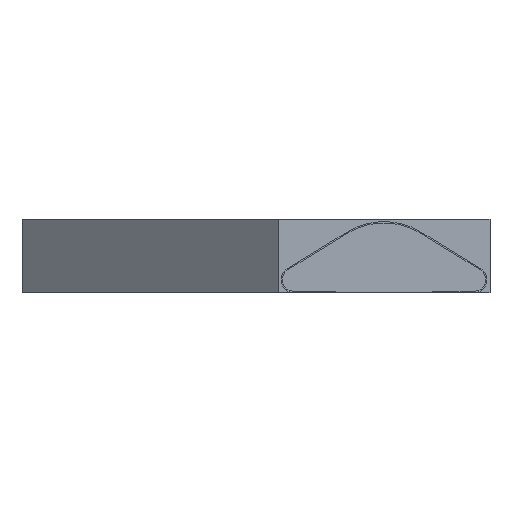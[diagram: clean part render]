
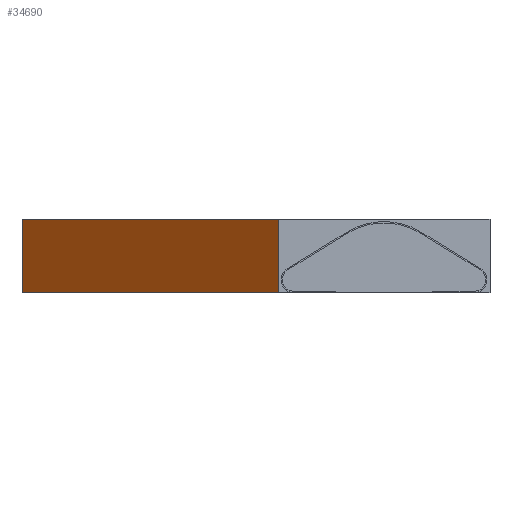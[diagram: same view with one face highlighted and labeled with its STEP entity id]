
A CAD part, left-side view. The second image highlights one B-rep face of the part: STEP entity #34690.
In plain terms, the highlighted face is planar.
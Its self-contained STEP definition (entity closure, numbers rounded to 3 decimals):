
#2615=ORIENTED_EDGE('',*,*,#13695,.T.);
#2616=ORIENTED_EDGE('',*,*,#13696,.F.);
#2617=ORIENTED_EDGE('',*,*,#13697,.F.);
#2618=ORIENTED_EDGE('',*,*,#13692,.T.);
#13692=EDGE_CURVE('',#19233,#19232,#22696,.T.);
#13695=EDGE_CURVE('',#19232,#19235,#22699,.T.);
#13696=EDGE_CURVE('',#19236,#19235,#22700,.T.);
#13697=EDGE_CURVE('',#19233,#19236,#22701,.T.);
#19232=VERTEX_POINT('',#50661);
#19233=VERTEX_POINT('',#50663);
#19235=VERTEX_POINT('',#50669);
#19236=VERTEX_POINT('',#50671);
#22696=LINE('',#50662,#26516);
#22699=LINE('',#50668,#26519);
#22700=LINE('',#50670,#26520);
#22701=LINE('',#50672,#26521);
#26516=VECTOR('',#39920,1000.);
#26519=VECTOR('',#39925,1000.);
#26520=VECTOR('',#39926,1000.);
#26521=VECTOR('',#39927,1000.);
#30336=EDGE_LOOP('',(#2615,#2616,#2617,#2618));
#32074=FACE_BOUND('',#30336,.T.);
#33812=PLANE('',#36456);
#34690=ADVANCED_FACE('',(#32074),#33812,.F.);
#36456=AXIS2_PLACEMENT_3D('',#50667,#39923,#39924);
#39920=DIRECTION('',(0.,1.,0.));
#39923=DIRECTION('',(0.,0.,1.));
#39924=DIRECTION('',(1.,0.,0.));
#39925=DIRECTION('',(1.,0.,0.));
#39926=DIRECTION('',(0.,1.,0.));
#39927=DIRECTION('',(1.,0.,0.));
#50661=CARTESIAN_POINT('',(-1.445,204.65,-4.165));
#50662=CARTESIAN_POINT('',(-1.445,-204.65,-4.165));
#50663=CARTESIAN_POINT('',(-1.445,-204.65,-4.165));
#50667=CARTESIAN_POINT('',(-1.445,-204.65,-4.165));
#50668=CARTESIAN_POINT('',(-1.445,204.65,-4.165));
#50669=CARTESIAN_POINT('',(1.445,204.65,-4.165));
#50670=CARTESIAN_POINT('',(1.445,-204.65,-4.165));
#50671=CARTESIAN_POINT('',(1.445,-204.65,-4.165));
#50672=CARTESIAN_POINT('',(-1.445,-204.65,-4.165));
